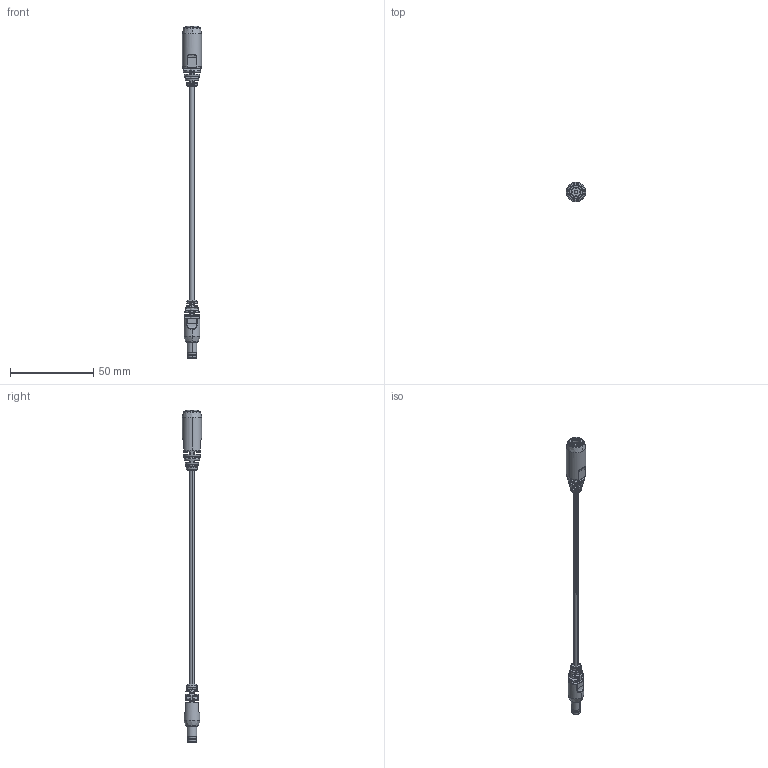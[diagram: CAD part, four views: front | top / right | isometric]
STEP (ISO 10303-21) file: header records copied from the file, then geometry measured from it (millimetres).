
FILE_DESCRIPTION (( 'STEP AP203' ), '1' );
FILE_NAME ('10-03933.STEP', '2021-04-19T22:41:05', ( '' ), ( '' ), 'SwSTEP 2.0', 'SolidWorks 2021', '' );
FILE_SCHEMA (( 'CONFIG_CONTROL_DESIGN' ));
Length unit declared in the file: millimetre
Products named in the file (13): 50-00133 shell; 50-00025 insulator; 10-03933; 50-00025 pin; 50-00133 insulator; 50-00025; 50-00133 contact; 50-00025 shell; 50-00133_9.5 mm barrel length; 24-00359; 24-00357; 50-00025 contact; 30-00338_blunt cut
Assembly tree (12 placements, depth 3):
  10-03933
    30-00338_blunt cut
    24-00357
    24-00359
    50-00133_9.5 mm barrel length
      50-00133 contact
      50-00133 insulator
      50-00133 shell
    50-00025
      50-00025 insulator
      50-00025 pin
      50-00025 shell
      50-00025 contact
Bounding box: 11.5 x 11.5 x 199 mm (x, y, z)
Volume: 5028.8 mm3; surface area: 13925.8 mm2
Topology: 94 solids, 94 shells, 960 faces, 2054 edges, 1298 vertices
Faces by surface type: plane 345, cylinder 332, bspline 175, torus 89, cone 19
Entity records: 34455 total; most frequent: CARTESIAN_POINT 13091, DIRECTION 4125, ORIENTED_EDGE 4104, EDGE_CURVE 2052, AXIS2_PLACEMENT_3D 1758, VERTEX_POINT 1298, EDGE_LOOP 1006, ADVANCED_FACE 960
